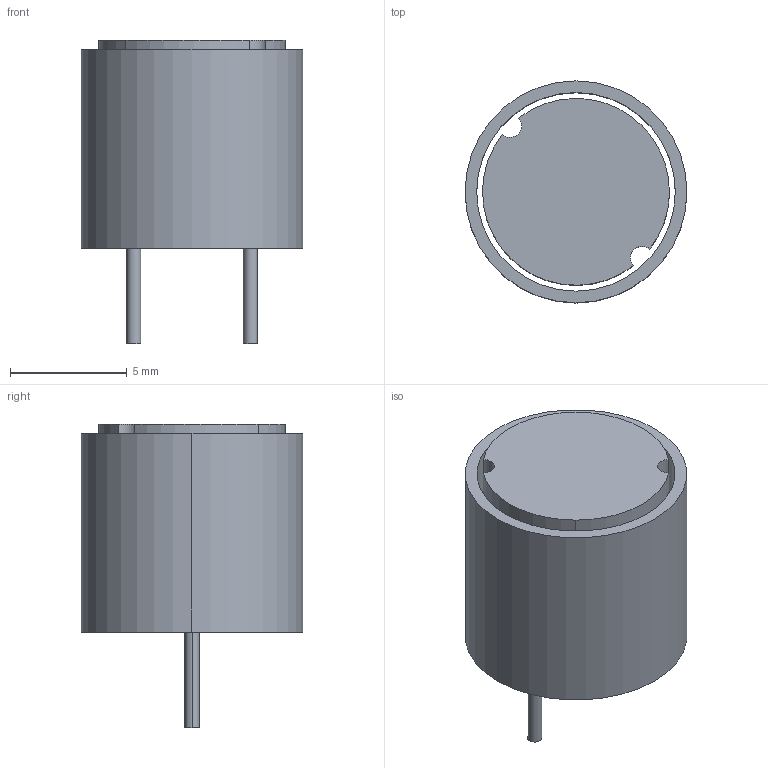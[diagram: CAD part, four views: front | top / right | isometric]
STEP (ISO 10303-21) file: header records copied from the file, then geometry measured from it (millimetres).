
FILE_DESCRIPTION((''),'2;1');
FILE_NAME('IND_PANASONIC_09D.stp','2009-01-19T12:59:23',(''),(''),'Mechanical Desktop 2006','Mechanical Desktop 2006',', , ');
FILE_SCHEMA(('AUTOMOTIVE_DESIGN { 1 2 10303 214 0 1 1 1 }'));
Length unit declared in the file: millimetre
Products named in the file (1): Product
Bounding box: 9.5 x 9.5 x 13 mm (x, y, z)
Volume: 563 mm3; surface area: 857.2 mm2
Topology: 4 solids, 4 shells, 24 faces, 60 edges, 56 vertices
Faces by surface type: cylinder 16, plane 8
Entity records: 795 total; most frequent: DIRECTION 142, CARTESIAN_POINT 129, ORIENTED_EDGE 96, AXIS2_PLACEMENT_3D 57, EDGE_CURVE 48, VERTEX_POINT 32, CIRCLE 32, VECTOR 28
